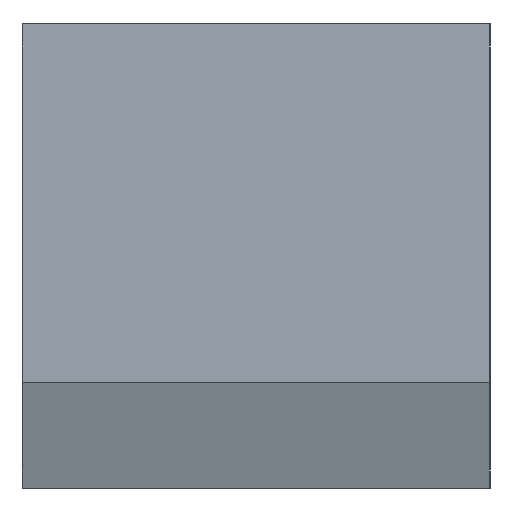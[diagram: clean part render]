
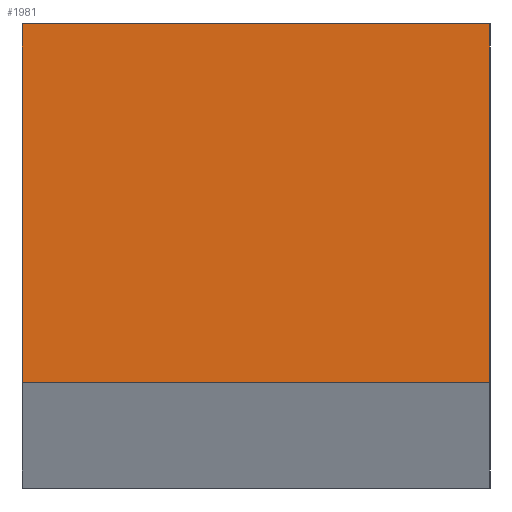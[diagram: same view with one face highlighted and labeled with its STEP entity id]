
A CAD part, left-side view. The second image highlights one B-rep face of the part: STEP entity #1981.
In plain terms, the highlighted planar face has unit normal (-1, 0, 0).
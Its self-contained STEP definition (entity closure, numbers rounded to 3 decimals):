
#1981=ADVANCED_FACE('NONE',(#4930),#4931,.F.);
#4930=FACE_OUTER_BOUND('',#8844,.T.);
#4931=PLANE('',#8845);
#8844=EDGE_LOOP('',(#16979,#16980,#16981,#16982));
#8845=AXIS2_PLACEMENT_3D('',#16983,#16984,#16985);
#16979=ORIENTED_EDGE('',*,*,#28357,.F.);
#16980=ORIENTED_EDGE('',*,*,#24784,.F.);
#16981=ORIENTED_EDGE('',*,*,#28358,.F.);
#16982=ORIENTED_EDGE('',*,*,#27377,.T.);
#16983=CARTESIAN_POINT('',(0.0,0.0,29.75));
#16984=DIRECTION('',(1.0,0.0,0.0));
#16985=DIRECTION('',(0.0,1.0,-0.0));
#24784=EDGE_CURVE('NONE',#29990,#29992,#29993,.T.);
#27377=EDGE_CURVE('NONE',#35177,#35175,#35178,.T.);
#28357=EDGE_CURVE('NONE',#29992,#35175,#36160,.T.);
#28358=EDGE_CURVE('NONE',#35177,#29990,#36161,.T.);
#29990=VERTEX_POINT('NONE',#37796);
#29992=VERTEX_POINT('NONE',#37799);
#29993=LINE('',#37800,#37801);
#35175=VERTEX_POINT('NONE',#45573);
#35177=VERTEX_POINT('NONE',#45576);
#35178=LINE('',#45577,#45578);
#36160=LINE('',#47213,#47214);
#36161=LINE('',#47215,#47216);
#37796=CARTESIAN_POINT('',(0.0,0.0,29.75));
#37799=CARTESIAN_POINT('',(0.0,0.0,6.75));
#37800=CARTESIAN_POINT('',(0.0,0.0,29.75));
#37801=VECTOR('',#49492,1000.0);
#45573=CARTESIAN_POINT('',(0.0,30.0,6.75));
#45576=CARTESIAN_POINT('',(0.0,30.0,29.75));
#45577=CARTESIAN_POINT('',(0.0,30.0,29.75));
#45578=VECTOR('',#52084,1000.0);
#47213=CARTESIAN_POINT('',(0.0,0.0,6.75));
#47214=VECTOR('',#52738,1000.0);
#47215=CARTESIAN_POINT('',(0.0,0.0,29.75));
#47216=VECTOR('',#52739,1000.0);
#49492=DIRECTION('',(-0.0,-0.0,-1.0));
#52084=DIRECTION('',(-0.0,-0.0,-1.0));
#52738=DIRECTION('',(0.0,1.0,0.0));
#52739=DIRECTION('',(-0.0,-1.0,-0.0));
